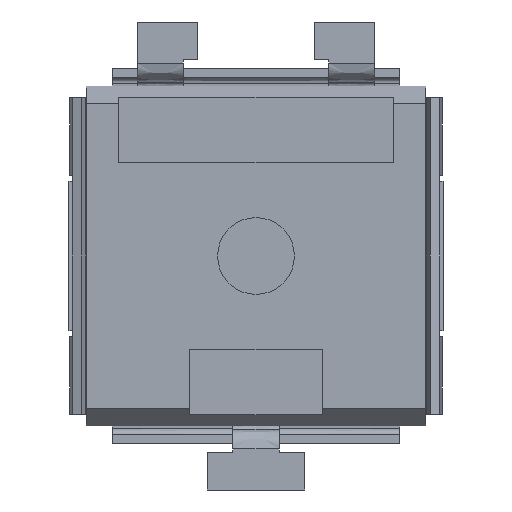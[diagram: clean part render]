
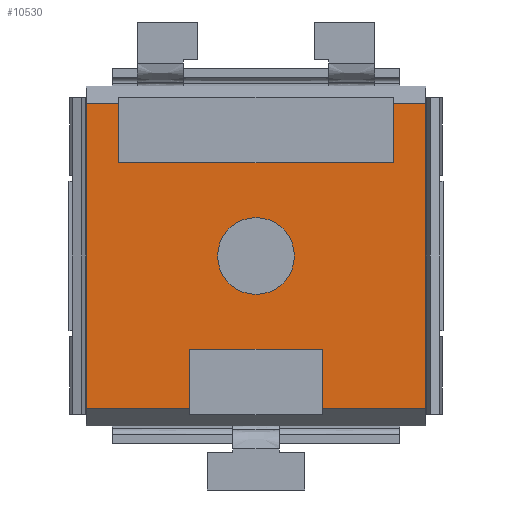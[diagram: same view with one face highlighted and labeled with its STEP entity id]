
A CAD part, front view. The second image highlights one B-rep face of the part: STEP entity #10530.
In plain terms, the highlighted free-form (B-spline) face has degree [1, 1] with [2, 2] control points.
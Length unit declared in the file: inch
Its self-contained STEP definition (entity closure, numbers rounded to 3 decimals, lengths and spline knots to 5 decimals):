
#3409=DIRECTION('',(1.,0.,0.));
#3410=VECTOR('',#3409,0.054);
#3411=CARTESIAN_POINT('',(-0.0885,0.,-0.07956));
#3412=LINE('',#3411,#3410);
#3416=DIRECTION('',(0.,0.,1.));
#3417=VECTOR('',#3416,0.15912);
#3418=CARTESIAN_POINT('',(-0.0885,0.,-0.07956));
#3419=LINE('',#3418,#3417);
#3423=DIRECTION('',(1.,0.,0.));
#3424=VECTOR('',#3423,0.017);
#3425=CARTESIAN_POINT('',(-0.0885,0.,0.07956));
#3426=LINE('',#3425,#3424);
#3430=DIRECTION('',(0.,0.,-1.));
#3431=VECTOR('',#3430,0.03096);
#3432=CARTESIAN_POINT('',(-0.0715,0.,0.07956));
#3433=LINE('',#3432,#3431);
#3437=DIRECTION('',(1.,0.,0.));
#3438=VECTOR('',#3437,0.143);
#3439=CARTESIAN_POINT('',(-0.0715,0.,0.0486));
#3440=LINE('',#3439,#3438);
#3444=DIRECTION('',(0.,0.,-1.));
#3445=VECTOR('',#3444,0.03096);
#3446=CARTESIAN_POINT('',(0.0715,0.,0.07956));
#3447=LINE('',#3446,#3445);
#3451=DIRECTION('',(1.,0.,0.));
#3452=VECTOR('',#3451,0.017);
#3453=CARTESIAN_POINT('',(0.0715,0.,0.07956));
#3454=LINE('',#3453,#3452);
#3458=DIRECTION('',(0.,0.,-1.));
#3459=VECTOR('',#3458,0.15912);
#3460=CARTESIAN_POINT('',(0.0885,0.,0.07956));
#3461=LINE('',#3460,#3459);
#3465=DIRECTION('',(1.,0.,0.));
#3466=VECTOR('',#3465,0.054);
#3467=CARTESIAN_POINT('',(0.0345,0.,-0.07956));
#3468=LINE('',#3467,#3466);
#3472=DIRECTION('',(0.,0.,1.));
#3473=VECTOR('',#3472,0.03096);
#3474=CARTESIAN_POINT('',(0.0345,0.,-0.07956));
#3475=LINE('',#3474,#3473);
#3479=DIRECTION('',(-1.,0.,0.));
#3480=VECTOR('',#3479,0.069);
#3481=CARTESIAN_POINT('',(0.0345,0.,-0.0486));
#3482=LINE('',#3481,#3480);
#3486=DIRECTION('',(0.,0.,1.));
#3487=VECTOR('',#3486,0.03096);
#3488=CARTESIAN_POINT('',(-0.0345,0.,-0.07956));
#3489=LINE('',#3488,#3487);
#3493=CARTESIAN_POINT('',(0.,0.,0.));
#3494=DIRECTION('',(0.,-1.,0.));
#3495=DIRECTION('',(-1.,0.,0.));
#3496=AXIS2_PLACEMENT_3D('',#3493,#3494,#3495);
#3501=CARTESIAN_POINT('',(0.,0.,0.));
#3502=DIRECTION('',(0.,-1.,0.));
#3503=DIRECTION('',(1.,0.,0.));
#3504=AXIS2_PLACEMENT_3D('',#3501,#3502,#3503);
#6947=CARTESIAN_POINT('',(0.0345,0.,-0.0486));
#6948=CARTESIAN_POINT('',(-0.0345,0.,-0.0486));
#6949=VERTEX_POINT('',#6947);
#6950=VERTEX_POINT('',#6948);
#6955=CARTESIAN_POINT('',(-0.0715,0.,0.0486));
#6956=CARTESIAN_POINT('',(0.0715,0.,0.0486));
#6957=VERTEX_POINT('',#6955);
#6958=VERTEX_POINT('',#6956);
#6959=CARTESIAN_POINT('',(-0.0885,0.,-0.07956));
#6960=CARTESIAN_POINT('',(-0.0345,0.,-0.07956));
#6961=VERTEX_POINT('',#6959);
#6962=VERTEX_POINT('',#6960);
#6963=CARTESIAN_POINT('',(0.0345,0.,-0.07956));
#6964=CARTESIAN_POINT('',(0.0885,0.,-0.07956));
#6965=VERTEX_POINT('',#6963);
#6966=VERTEX_POINT('',#6964);
#6967=CARTESIAN_POINT('',(-0.0885,0.,0.07956));
#6968=CARTESIAN_POINT('',(-0.0715,0.,0.07956));
#6969=VERTEX_POINT('',#6967);
#6970=VERTEX_POINT('',#6968);
#6971=CARTESIAN_POINT('',(0.0715,0.,0.07956));
#6972=CARTESIAN_POINT('',(0.0885,0.,0.07956));
#6973=VERTEX_POINT('',#6971);
#6974=VERTEX_POINT('',#6972);
#7003=CARTESIAN_POINT('',(-0.02,0.,0.));
#7004=CARTESIAN_POINT('',(0.02,0.,0.));
#7005=VERTEX_POINT('',#7003);
#7006=VERTEX_POINT('',#7004);
#10497=CARTESIAN_POINT('',(-0.09204,0.,0.08274));
#10498=CARTESIAN_POINT('',(-0.09204,0.,-0.08274));
#10499=CARTESIAN_POINT('',(0.09204,0.,0.08274));
#10500=CARTESIAN_POINT('',(0.09204,0.,-0.08274));
#10501=B_SPLINE_SURFACE_WITH_KNOTS('',1,1,((#10497,#10498),(#10499,#10500)),
.UNSPECIFIED.,.F.,.F.,.F.,(2,2),(2,2),(-0.09204,0.09204),(-0.08274,
0.08274),.UNSPECIFIED.);
#10503=ORIENTED_EDGE('',*,*,#10502,.F.);
#10504=ORIENTED_EDGE('',*,*,#9401,.T.);
#10505=ORIENTED_EDGE('',*,*,#10492,.T.);
#10507=ORIENTED_EDGE('',*,*,#10506,.T.);
#10509=ORIENTED_EDGE('',*,*,#10508,.T.);
#10511=ORIENTED_EDGE('',*,*,#10510,.F.);
#10512=ORIENTED_EDGE('',*,*,#10484,.T.);
#10513=ORIENTED_EDGE('',*,*,#9819,.T.);
#10515=ORIENTED_EDGE('',*,*,#10514,.F.);
#10517=ORIENTED_EDGE('',*,*,#10516,.T.);
#10519=ORIENTED_EDGE('',*,*,#10518,.T.);
#10521=ORIENTED_EDGE('',*,*,#10520,.F.);
#10522=EDGE_LOOP('',(#10503,#10504,#10505,#10507,#10509,#10511,#10512,#10513,
#10515,#10517,#10519,#10521));
#10523=FACE_OUTER_BOUND('',#10522,.F.);
#10525=ORIENTED_EDGE('',*,*,#10524,.T.);
#10527=ORIENTED_EDGE('',*,*,#10526,.T.);
#10528=EDGE_LOOP('',(#10525,#10527));
#10529=FACE_BOUND('',#10528,.F.);
#10530=ADVANCED_FACE('',(#10523,#10529),#10501,.F.);
#3497=CIRCLE('',#3496,0.02);
#3505=CIRCLE('',#3504,0.02);
#9401=EDGE_CURVE('',#6961,#6969,#3419,.T.);
#9819=EDGE_CURVE('',#6974,#6966,#3461,.T.);
#10484=EDGE_CURVE('',#6973,#6974,#3454,.T.);
#10492=EDGE_CURVE('',#6969,#6970,#3426,.T.);
#10502=EDGE_CURVE('',#6961,#6962,#3412,.T.);
#10506=EDGE_CURVE('',#6970,#6957,#3433,.T.);
#10508=EDGE_CURVE('',#6957,#6958,#3440,.T.);
#10510=EDGE_CURVE('',#6973,#6958,#3447,.T.);
#10514=EDGE_CURVE('',#6965,#6966,#3468,.T.);
#10516=EDGE_CURVE('',#6965,#6949,#3475,.T.);
#10518=EDGE_CURVE('',#6949,#6950,#3482,.T.);
#10520=EDGE_CURVE('',#6962,#6950,#3489,.T.);
#10524=EDGE_CURVE('',#7005,#7006,#3497,.T.);
#10526=EDGE_CURVE('',#7006,#7005,#3505,.T.);
